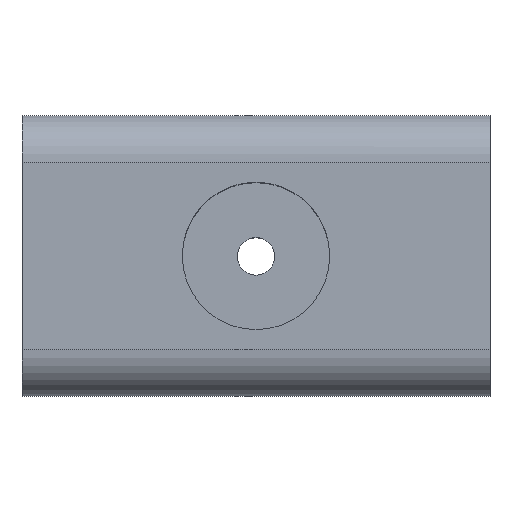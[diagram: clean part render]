
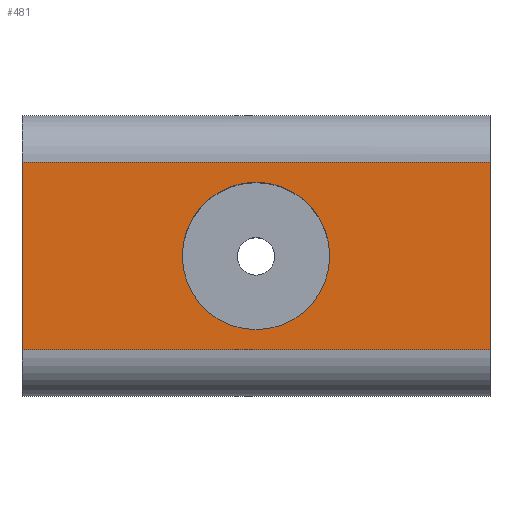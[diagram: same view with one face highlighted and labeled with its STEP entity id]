
A CAD part, top view. The second image highlights one B-rep face of the part: STEP entity #481.
In plain terms, the highlighted planar face has unit normal (0, 0, 1).
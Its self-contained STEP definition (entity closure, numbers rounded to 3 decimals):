
#455=AXIS2_PLACEMENT_3D('Plane Axis2P3D',#452,#453,#454) ;
#465=AXIS2_PLACEMENT_3D('Circle Axis2P3D',#463,#464,$) ;
#474=AXIS2_PLACEMENT_3D('Circle Axis2P3D',#472,#473,$) ;
#213=CARTESIAN_POINT('Line Origine',(0.,6.,34.5)) ;
#217=CARTESIAN_POINT('Vertex',(0.,10.,34.5)) ;
#219=CARTESIAN_POINT('Vertex',(0.,2.,34.5)) ;
#309=CARTESIAN_POINT('Vertex',(20.,10.,34.5)) ;
#312=CARTESIAN_POINT('Line Origine',(20.,6.,34.5)) ;
#316=CARTESIAN_POINT('Vertex',(20.,2.,34.5)) ;
#380=CARTESIAN_POINT('Line Origine',(20.,10.,34.5)) ;
#403=CARTESIAN_POINT('Line Origine',(20.,2.,34.5)) ;
#452=CARTESIAN_POINT('Axis2P3D Location',(20.,10.,34.5)) ;
#463=CARTESIAN_POINT('Axis2P3D Location',(10.,6.,34.5)) ;
#467=CARTESIAN_POINT('Vertex',(13.15,6.,34.5)) ;
#469=CARTESIAN_POINT('Vertex',(6.85,6.,34.5)) ;
#472=CARTESIAN_POINT('Axis2P3D Location',(10.,6.,34.5)) ;
#214=DIRECTION('Vector Direction',(0.,-1.,0.)) ;
#313=DIRECTION('Vector Direction',(0.,-1.,0.)) ;
#381=DIRECTION('Vector Direction',(1.,0.,0.)) ;
#404=DIRECTION('Vector Direction',(1.,0.,0.)) ;
#453=DIRECTION('Axis2P3D Direction',(0.,0.,-1.)) ;
#454=DIRECTION('Axis2P3D XDirection',(0.,1.,0.)) ;
#464=DIRECTION('Axis2P3D Direction',(0.,0.,-1.)) ;
#473=DIRECTION('Axis2P3D Direction',(0.,0.,-1.)) ;
#215=VECTOR('Line Direction',#214,1.) ;
#314=VECTOR('Line Direction',#313,1.) ;
#382=VECTOR('Line Direction',#381,1.) ;
#405=VECTOR('Line Direction',#404,1.) ;
#458=ORIENTED_EDGE('',*,*,#407,.F.) ;
#459=ORIENTED_EDGE('',*,*,#318,.F.) ;
#460=ORIENTED_EDGE('',*,*,#384,.F.) ;
#461=ORIENTED_EDGE('',*,*,#221,.T.) ;
#478=ORIENTED_EDGE('',*,*,#471,.F.) ;
#479=ORIENTED_EDGE('',*,*,#476,.F.) ;
#480=FACE_BOUND('',#477,.T.) ;
#481=ADVANCED_FACE('_QS 2/8/4',(#462,#480),#456,.F.) ;
#466=CIRCLE('generated circle',#465,3.15) ;
#475=CIRCLE('generated circle',#474,3.15) ;
#221=EDGE_CURVE('',#218,#220,#216,.T.) ;
#318=EDGE_CURVE('',#310,#317,#315,.T.) ;
#384=EDGE_CURVE('',#218,#310,#383,.T.) ;
#407=EDGE_CURVE('',#317,#220,#406,.F.) ;
#471=EDGE_CURVE('',#468,#470,#466,.F.) ;
#476=EDGE_CURVE('',#470,#468,#475,.F.) ;
#457=EDGE_LOOP('',(#458,#459,#460,#461)) ;
#477=EDGE_LOOP('',(#478,#479)) ;
#462=FACE_OUTER_BOUND('',#457,.T.) ;
#216=LINE('Line',#213,#215) ;
#315=LINE('Line',#312,#314) ;
#383=LINE('Line',#380,#382) ;
#406=LINE('Line',#403,#405) ;
#456=PLANE('',#455) ;
#218=VERTEX_POINT('',#217) ;
#220=VERTEX_POINT('',#219) ;
#310=VERTEX_POINT('',#309) ;
#317=VERTEX_POINT('',#316) ;
#468=VERTEX_POINT('',#467) ;
#470=VERTEX_POINT('',#469) ;
